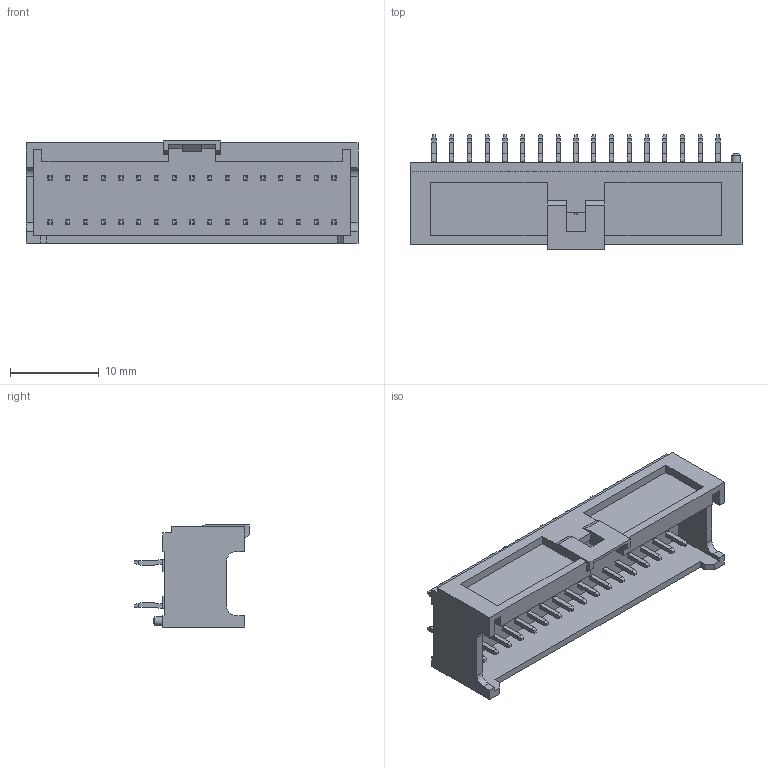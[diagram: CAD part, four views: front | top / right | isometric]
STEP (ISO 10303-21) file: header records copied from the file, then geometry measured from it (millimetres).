
FILE_DESCRIPTION( ( 'Unknown' ), '1' );
FILE_NAME( '62413421622.stp', 'Unknown', ( 'Unknown' ), ( 'Unknown' ), 'PSStep 17.0.49', 'Unknown', ' ' );
FILE_SCHEMA( ( 'AUTOMOTIVE_DESIGN { 1 0 10303 214 1 1 1 1 }' ) );
Length unit declared in the file: millimetre
Products named in the file (3): Assem1; 6241xx21622_PIN; 62413421622
Assembly tree (35 placements, depth 2):
  Assem1
    6241xx21622_PIN  x34
    62413421622
Bounding box: 37.4 x 12.95 x 11.5 mm (x, y, z)
Volume: 1550.6 mm3; surface area: 3244.7 mm2
Topology: 35 solids, 35 shells, 1086 faces, 2797 edges, 1817 vertices
Faces by surface type: plane 1080, cylinder 5, cone 1
Full cylindrical faces by diameter (mm): 1 x1
Entity records: 16901 total; most frequent: CARTESIAN_POINT 2366, ORIENTED_EDGE 2288, DIRECTION 2079, EDGE_CURVE 1144, LINE 1133, VECTOR 1133, VERTEX_POINT 760, EDGE_LOOP 534
